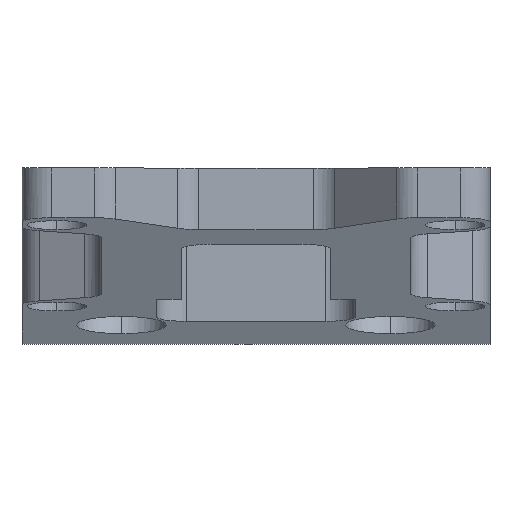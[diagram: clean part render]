
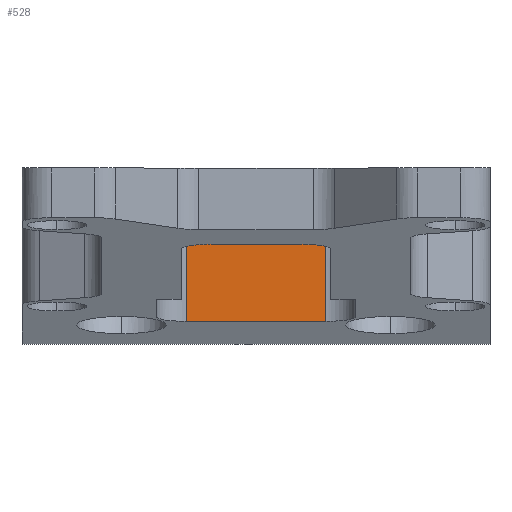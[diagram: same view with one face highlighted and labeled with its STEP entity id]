
A CAD part, top view. The second image highlights one B-rep face of the part: STEP entity #528.
In plain terms, the highlighted planar face has unit normal (0, 0, 1).
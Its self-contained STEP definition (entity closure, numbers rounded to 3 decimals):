
#23 = LINE ( 'NONE', #580, #1800 ) ;
#83 = DIRECTION ( 'NONE',  ( 0., 1., 0. ) ) ;
#106 = AXIS2_PLACEMENT_3D ( 'NONE', #2494, #2306, #1308 ) ;
#146 = VECTOR ( 'NONE', #313, 1000. ) ;
#151 = CARTESIAN_POINT ( 'NONE',  ( -7., -10.277, 5. ) ) ;
#236 = EDGE_CURVE ( 'NONE', #1417, #1434, #856, .T. ) ;
#313 = DIRECTION ( 'NONE',  ( 1., 0., 0. ) ) ;
#474 = LINE ( 'NONE', #1281, #2354 ) ;
#528 = ADVANCED_FACE ( 'NONE', ( #1008 ), #1129, .T. ) ;
#580 = CARTESIAN_POINT ( 'NONE',  ( -7., -12.539, 5. ) ) ;
#668 = LINE ( 'NONE', #711, #146 ) ;
#711 = CARTESIAN_POINT ( 'NONE',  ( -10., 5., 5. ) ) ;
#740 = ORIENTED_EDGE ( 'NONE', *, *, #236, .T. ) ;
#856 = LINE ( 'NONE', #1387, #1080 ) ;
#914 = VERTEX_POINT ( 'NONE', #1900 ) ;
#1008 = FACE_OUTER_BOUND ( 'NONE', #1307, .T. ) ;
#1080 = VECTOR ( 'NONE', #2199, 1000. ) ;
#1129 = PLANE ( 'NONE',  #106 ) ;
#1182 = DIRECTION ( 'NONE',  ( 0., -1., 0. ) ) ;
#1234 = EDGE_CURVE ( 'NONE', #1434, #914, #474, .T. ) ;
#1281 = CARTESIAN_POINT ( 'NONE',  ( 7., 5., 5. ) ) ;
#1307 = EDGE_LOOP ( 'NONE', ( #740, #1590, #2440, #1677 ) ) ;
#1308 = DIRECTION ( 'NONE',  ( 1., 0., 0. ) ) ;
#1387 = CARTESIAN_POINT ( 'NONE',  ( 23.5, -10.277, 5. ) ) ;
#1417 = VERTEX_POINT ( 'NONE', #151 ) ;
#1434 = VERTEX_POINT ( 'NONE', #1954 ) ;
#1559 = EDGE_CURVE ( 'NONE', #2187, #1417, #23, .T. ) ;
#1590 = ORIENTED_EDGE ( 'NONE', *, *, #1234, .T. ) ;
#1677 = ORIENTED_EDGE ( 'NONE', *, *, #1559, .T. ) ;
#1768 = CARTESIAN_POINT ( 'NONE',  ( -7., 5., 5. ) ) ;
#1800 = VECTOR ( 'NONE', #1182, 1000. ) ;
#1900 = CARTESIAN_POINT ( 'NONE',  ( 7., 5., 5. ) ) ;
#1954 = CARTESIAN_POINT ( 'NONE',  ( 7., -10.277, 5. ) ) ;
#2025 = EDGE_CURVE ( 'NONE', #2187, #914, #668, .T. ) ;
#2187 = VERTEX_POINT ( 'NONE', #1768 ) ;
#2199 = DIRECTION ( 'NONE',  ( 1., 0., 0. ) ) ;
#2306 = DIRECTION ( 'NONE',  ( 0., 0., 1. ) ) ;
#2354 = VECTOR ( 'NONE', #83, 1000. ) ;
#2440 = ORIENTED_EDGE ( 'NONE', *, *, #2025, .F. ) ;
#2494 = CARTESIAN_POINT ( 'NONE',  ( -10., -12.539, 5. ) ) ;
